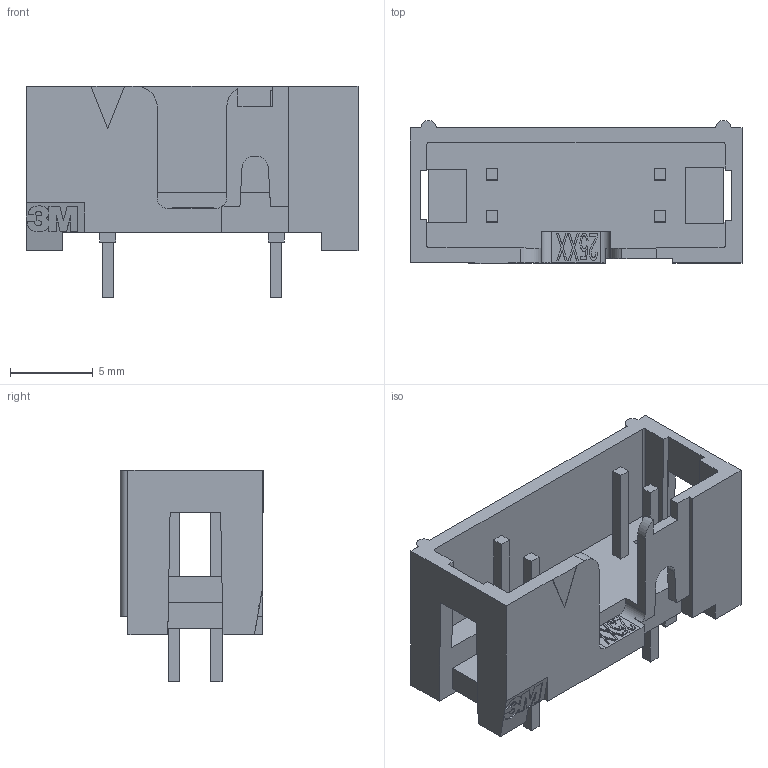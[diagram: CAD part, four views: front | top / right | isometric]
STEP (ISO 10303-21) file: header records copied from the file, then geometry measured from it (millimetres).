
FILE_DESCRIPTION(('FreeCAD Model'),'2;1');
FILE_NAME('78-5110-0018-0.step','2018-06-09T12:53:19' ,('kicad StepUp'),('ksu MCAD'),'Open CASCADE STEP processor 6.8', 'FreeCAD','Unknown');
FILE_SCHEMA(('AUTOMOTIVE_DESIGN_CC2 { 1 2 10303 214 -1 1 5 4 }'));
Length unit declared in the file: millimetre
Products named in the file (2): ASSEMBLY; 78-5110-0018-0
Assembly tree (1 placements, depth 2):
  ASSEMBLY
    78-5110-0018-0
Bounding box: 20.02 x 8.64 x 12.75 mm (x, y, z)
Volume: 631.6 mm3; surface area: 1250.6 mm2
Topology: 1 solids, 1 shells, 214 faces, 594 edges, 394 vertices
Faces by surface type: plane 183, extrusion 17, cylinder 14
Entity records: 7271 total; most frequent: CARTESIAN_POINT 1894, ORIENTED_EDGE 1188, DIRECTION 944, EDGE_CURVE 594, VECTOR 486, LINE 469, VERTEX_POINT 394, FACE_BOUND 232
